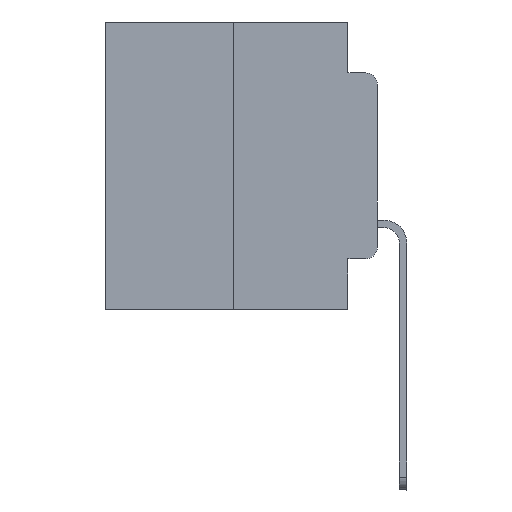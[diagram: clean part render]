
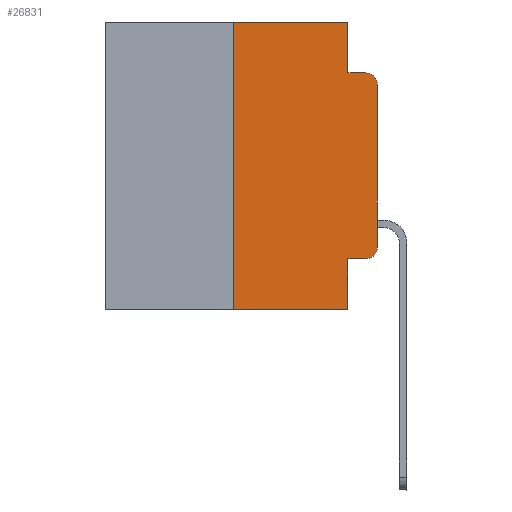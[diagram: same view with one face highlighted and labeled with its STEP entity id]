
A CAD part, left-side view. The second image highlights one B-rep face of the part: STEP entity #26831.
In plain terms, the highlighted planar face has unit normal (-1, 0, 0).
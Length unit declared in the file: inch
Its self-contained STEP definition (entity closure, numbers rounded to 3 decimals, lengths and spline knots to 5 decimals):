
#59 = EDGE_CURVE ( 'NONE', #11660, #4488, #18230, .T. ) ;
#245 = ORIENTED_EDGE ( 'NONE', *, *, #11971, .F. ) ;
#269 = DIRECTION ( 'NONE',  ( 0., 0., 1. ) ) ;
#1096 = DIRECTION ( 'NONE',  ( -1., 0., 0. ) ) ;
#1159 = VERTEX_POINT ( 'NONE', #1247 ) ;
#1247 = CARTESIAN_POINT ( 'NONE',  ( 0., 0.02, -0.0885 ) ) ;
#1333 = CIRCLE ( 'NONE', #7953, 0.02 ) ;
#1397 = CARTESIAN_POINT ( 'NONE',  ( 0., 0.051, 0. ) ) ;
#1636 = CARTESIAN_POINT ( 'NONE',  ( 0., 0.473, -0.5 ) ) ;
#1797 = DIRECTION ( 'NONE',  ( 0., -1., 0. ) ) ;
#2635 = VECTOR ( 'NONE', #14117, 39.37008 ) ;
#3253 = VECTOR ( 'NONE', #13648, 39.37008 ) ;
#3845 = EDGE_CURVE ( 'NONE', #3962, #1159, #18732, .T. ) ;
#3962 = VERTEX_POINT ( 'NONE', #19838 ) ;
#4193 = CARTESIAN_POINT ( 'NONE',  ( 0., 0.051, -0.4115 ) ) ;
#4488 = VERTEX_POINT ( 'NONE', #8289 ) ;
#4575 = CARTESIAN_POINT ( 'NONE',  ( 0., 0.25, 0. ) ) ;
#4706 = DIRECTION ( 'NONE',  ( 0., 0., -1. ) ) ;
#5070 = ORIENTED_EDGE ( 'NONE', *, *, #3845, .T. ) ;
#5327 = ORIENTED_EDGE ( 'NONE', *, *, #15376, .F. ) ;
#6322 = LINE ( 'NONE', #1636, #15312 ) ;
#6444 = DIRECTION ( 'NONE',  ( 0., -1., 0. ) ) ;
#6568 = VECTOR ( 'NONE', #6444, 39.37008 ) ;
#6912 = PLANE ( 'NONE',  #17480 ) ;
#7707 = CARTESIAN_POINT ( 'NONE',  ( 0., 0.051, -0.5 ) ) ;
#7762 = LINE ( 'NONE', #1397, #2635 ) ;
#7953 = AXIS2_PLACEMENT_3D ( 'NONE', #19891, #1096, #22228 ) ;
#8289 = CARTESIAN_POINT ( 'NONE',  ( 0., 0.02, -0.4115 ) ) ;
#8812 = EDGE_CURVE ( 'NONE', #4488, #12890, #1333, .T. ) ;
#8849 = DIRECTION ( 'NONE',  ( 1., 0., 0. ) ) ;
#8937 = CARTESIAN_POINT ( 'NONE',  ( 0., 0.02, -0.1085 ) ) ;
#9088 = CARTESIAN_POINT ( 'NONE',  ( 0., 0.25, 0. ) ) ;
#10374 = VERTEX_POINT ( 'NONE', #14130 ) ;
#10675 = VERTEX_POINT ( 'NONE', #7707 ) ;
#10728 = CARTESIAN_POINT ( 'NONE',  ( 0., 0.051, -0.0885 ) ) ;
#10827 = EDGE_LOOP ( 'NONE', ( #23495, #5070, #5327, #16230, #21395, #245, #24097, #19174, #22649, #14913 ) ) ;
#11660 = VERTEX_POINT ( 'NONE', #4193 ) ;
#11925 = CARTESIAN_POINT ( 'NONE',  ( 0., 0.051, 0. ) ) ;
#11971 = EDGE_CURVE ( 'NONE', #20475, #17035, #27097, .T. ) ;
#12048 = LINE ( 'NONE', #12451, #25997 ) ;
#12439 = VECTOR ( 'NONE', #269, 39.37008 ) ;
#12451 = CARTESIAN_POINT ( 'NONE',  ( 0., 0., 0. ) ) ;
#12890 = VERTEX_POINT ( 'NONE', #16526 ) ;
#13430 = CARTESIAN_POINT ( 'NONE',  ( 0., 0.25, -0.5 ) ) ;
#13648 = DIRECTION ( 'NONE',  ( 0., 0., -1. ) ) ;
#13791 = EDGE_CURVE ( 'NONE', #11660, #10675, #24000, .T. ) ;
#14117 = DIRECTION ( 'NONE',  ( 0., 0., -1. ) ) ;
#14130 = CARTESIAN_POINT ( 'NONE',  ( 0., 0.051, -0.0885 ) ) ;
#14501 = CARTESIAN_POINT ( 'NONE',  ( 0., 0.473, 0. ) ) ;
#14797 = DIRECTION ( 'NONE',  ( 0., 0., 1. ) ) ;
#14816 = EDGE_CURVE ( 'NONE', #17035, #17383, #26809, .T. ) ;
#14913 = ORIENTED_EDGE ( 'NONE', *, *, #8812, .T. ) ;
#14931 = FACE_OUTER_BOUND ( 'NONE', #10827, .T. ) ;
#15312 = VECTOR ( 'NONE', #18484, 39.37008 ) ;
#15376 = EDGE_CURVE ( 'NONE', #10374, #1159, #21358, .T. ) ;
#15486 = CARTESIAN_POINT ( 'NONE',  ( 0., 0.473, 0. ) ) ;
#16014 = EDGE_CURVE ( 'NONE', #17383, #10374, #7762, .T. ) ;
#16147 = EDGE_CURVE ( 'NONE', #12890, #3962, #12048, .T. ) ;
#16230 = ORIENTED_EDGE ( 'NONE', *, *, #16014, .F. ) ;
#16526 = CARTESIAN_POINT ( 'NONE',  ( 0., 0., -0.3915 ) ) ;
#16939 = CARTESIAN_POINT ( 'NONE',  ( 0., 0.051, -0.4115 ) ) ;
#17035 = VERTEX_POINT ( 'NONE', #9088 ) ;
#17352 = DIRECTION ( 'NONE',  ( -1., 0., 0. ) ) ;
#17383 = VERTEX_POINT ( 'NONE', #11925 ) ;
#17480 = AXIS2_PLACEMENT_3D ( 'NONE', #15486, #8849, #4706 ) ;
#18230 = LINE ( 'NONE', #16939, #25302 ) ;
#18484 = DIRECTION ( 'NONE',  ( 0., -1., 0. ) ) ;
#18732 = CIRCLE ( 'NONE', #22725, 0.02 ) ;
#19174 = ORIENTED_EDGE ( 'NONE', *, *, #13791, .F. ) ;
#19838 = CARTESIAN_POINT ( 'NONE',  ( 0., 0., -0.1085 ) ) ;
#19891 = CARTESIAN_POINT ( 'NONE',  ( 0., 0.02, -0.3915 ) ) ;
#20312 = DIRECTION ( 'NONE',  ( 0., -1., 0. ) ) ;
#20475 = VERTEX_POINT ( 'NONE', #13430 ) ;
#21358 = LINE ( 'NONE', #10728, #6568 ) ;
#21395 = ORIENTED_EDGE ( 'NONE', *, *, #14816, .F. ) ;
#21526 = CARTESIAN_POINT ( 'NONE',  ( 0., 0.051, 0. ) ) ;
#22228 = DIRECTION ( 'NONE',  ( 0., 0., -1. ) ) ;
#22649 = ORIENTED_EDGE ( 'NONE', *, *, #59, .T. ) ;
#22725 = AXIS2_PLACEMENT_3D ( 'NONE', #8937, #17352, #25779 ) ;
#23495 = ORIENTED_EDGE ( 'NONE', *, *, #16147, .T. ) ;
#24000 = LINE ( 'NONE', #21526, #3253 ) ;
#24097 = ORIENTED_EDGE ( 'NONE', *, *, #27155, .T. ) ;
#24624 = VECTOR ( 'NONE', #1797, 39.37008 ) ;
#25302 = VECTOR ( 'NONE', #20312, 39.37008 ) ;
#25779 = DIRECTION ( 'NONE',  ( 0., 0., -1. ) ) ;
#25997 = VECTOR ( 'NONE', #14797, 39.37008 ) ;
#26809 = LINE ( 'NONE', #14501, #24624 ) ;
#26831 = ADVANCED_FACE ( 'NONE', ( #14931 ), #6912, .F. ) ;
#27097 = LINE ( 'NONE', #4575, #12439 ) ;
#27155 = EDGE_CURVE ( 'NONE', #20475, #10675, #6322, .T. ) ;
